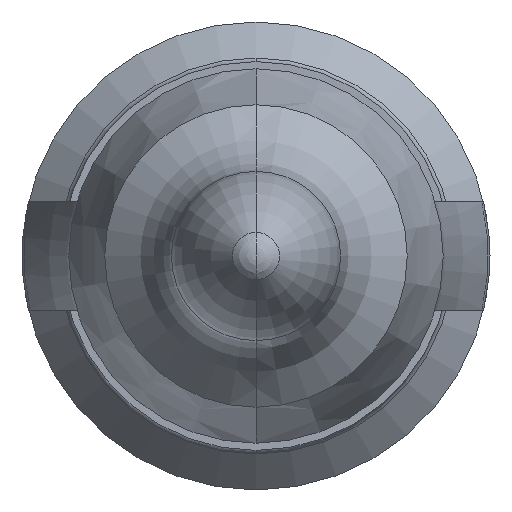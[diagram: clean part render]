
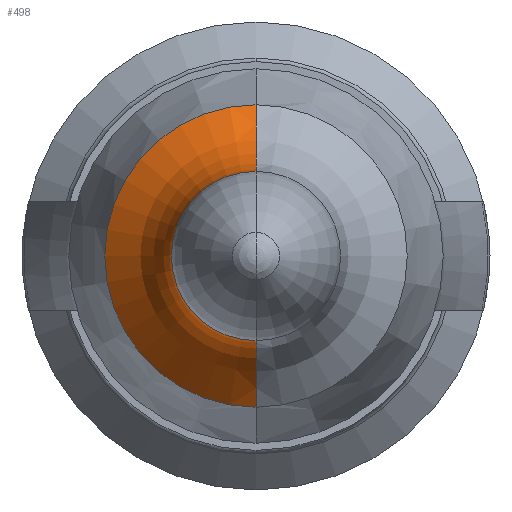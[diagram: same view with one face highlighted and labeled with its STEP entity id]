
A CAD part, front view. The second image highlights one B-rep face of the part: STEP entity #498.
In plain terms, the highlighted toroidal (fillet/blend) face has major radius 0.806 mm and minor radius 0.508 mm.
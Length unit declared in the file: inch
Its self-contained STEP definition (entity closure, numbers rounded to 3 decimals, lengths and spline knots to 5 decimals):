
#25 = VERTEX_POINT ( 'NONE', #1009 ) ;
#482 = ORIENTED_EDGE ( 'NONE', *, *, #484, .F. ) ;
#484 = EDGE_CURVE ( 'NONE', #25, #549, #1511, .T. ) ;
#495 = EDGE_LOOP ( 'NONE', ( #500, #503, #507, #506, #482 ) ) ;
#497 = VERTEX_POINT ( 'NONE', #1696 ) ;
#498 = ADVANCED_FACE ( 'NONE', ( #1502 ), #950, .F. ) ;
#499 = EDGE_CURVE ( 'NONE', #505, #497, #1695, .T. ) ;
#500 = ORIENTED_EDGE ( 'NONE', *, *, #502, .F. ) ;
#501 = EDGE_CURVE ( 'NONE', #568, #497, #1686, .T. ) ;
#502 = EDGE_CURVE ( 'NONE', #568, #25, #1826, .T. ) ;
#503 = ORIENTED_EDGE ( 'NONE', *, *, #501, .T. ) ;
#505 = VERTEX_POINT ( 'NONE', #1792 ) ;
#506 = ORIENTED_EDGE ( 'NONE', *, *, #508, .F. ) ;
#507 = ORIENTED_EDGE ( 'NONE', *, *, #499, .F. ) ;
#508 = EDGE_CURVE ( 'NONE', #549, #505, #1795, .T. ) ;
#549 = VERTEX_POINT ( 'NONE', #1782 ) ;
#568 = VERTEX_POINT ( 'NONE', #1721 ) ;
#593 = CARTESIAN_POINT ( 'NONE',  ( 0., -0.42053, -0.03175 ) ) ;
#947 = AXIS2_PLACEMENT_3D ( 'NONE', #990, #989, #961 ) ;
#950 = TOROIDAL_SURFACE ( 'NONE', #947, 0.03175, 0.02 ) ;
#961 = DIRECTION ( 'NONE',  ( 0., 0., 1. ) ) ;
#989 = DIRECTION ( 'NONE',  ( 0., 1., 0. ) ) ;
#990 = CARTESIAN_POINT ( 'NONE',  ( 0., -0.42053, 0. ) ) ;
#1009 = CARTESIAN_POINT ( 'NONE',  ( 0., -0.40366, 0.021 ) ) ;
#1210 = DIRECTION ( 'NONE',  ( 0., 0., -1. ) ) ;
#1213 = DIRECTION ( 'NONE',  ( 1., 0., 0. ) ) ;
#1488 = DIRECTION ( 'NONE',  ( -1., 0., 0. ) ) ;
#1499 = DIRECTION ( 'NONE',  ( 0., 0., 1. ) ) ;
#1502 = FACE_OUTER_BOUND ( 'NONE', #495, .T. ) ;
#1509 = AXIS2_PLACEMENT_3D ( 'NONE', #1522, #1488, #1499 ) ;
#1511 = CIRCLE ( 'NONE', #1509, 0.02 ) ;
#1522 = CARTESIAN_POINT ( 'NONE',  ( 0., -0.42053, 0.03175 ) ) ;
#1685 = AXIS2_PLACEMENT_3D ( 'NONE', #593, #1213, #1210 ) ;
#1686 = CIRCLE ( 'NONE', #1685, 0.02 ) ;
#1690 = CARTESIAN_POINT ( 'NONE',  ( 0., -0.42053, 0. ) ) ;
#1691 = DIRECTION ( 'NONE',  ( 0., 0., -1. ) ) ;
#1695 = CIRCLE ( 'NONE', #1700, 0.01175 ) ;
#1696 = CARTESIAN_POINT ( 'NONE',  ( 0., -0.42053, -0.01175 ) ) ;
#1700 = AXIS2_PLACEMENT_3D ( 'NONE', #1690, #1709, #1691 ) ;
#1709 = DIRECTION ( 'NONE',  ( 0., -1., 0. ) ) ;
#1721 = CARTESIAN_POINT ( 'NONE',  ( 0., -0.40366, -0.021 ) ) ;
#1782 = CARTESIAN_POINT ( 'NONE',  ( 0., -0.42053, 0.01175 ) ) ;
#1786 = AXIS2_PLACEMENT_3D ( 'NONE', #1787, #1796, #1872 ) ;
#1787 = CARTESIAN_POINT ( 'NONE',  ( 0., -0.42053, 0. ) ) ;
#1789 = CARTESIAN_POINT ( 'NONE',  ( 0., -0.40366, 0. ) ) ;
#1790 = AXIS2_PLACEMENT_3D ( 'NONE', #1789, #1825, #1794 ) ;
#1792 = CARTESIAN_POINT ( 'NONE',  ( -0.01175, -0.42053, 0. ) ) ;
#1794 = DIRECTION ( 'NONE',  ( 0., 0., 1. ) ) ;
#1795 = CIRCLE ( 'NONE', #1786, 0.01175 ) ;
#1796 = DIRECTION ( 'NONE',  ( 0., -1., 0. ) ) ;
#1825 = DIRECTION ( 'NONE',  ( 0., 1., 0. ) ) ;
#1826 = CIRCLE ( 'NONE', #1790, 0.021 ) ;
#1872 = DIRECTION ( 'NONE',  ( 0., 0., -1. ) ) ;
